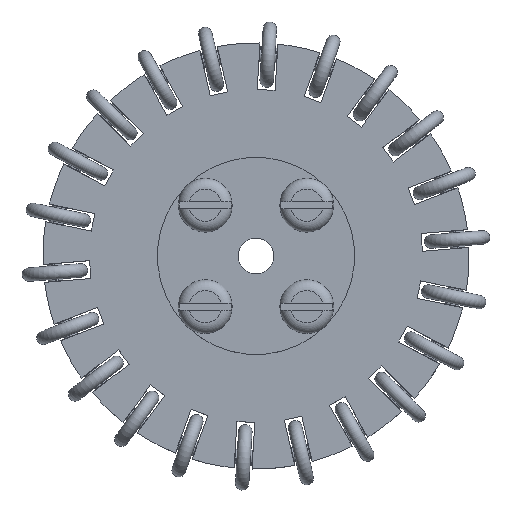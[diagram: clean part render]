
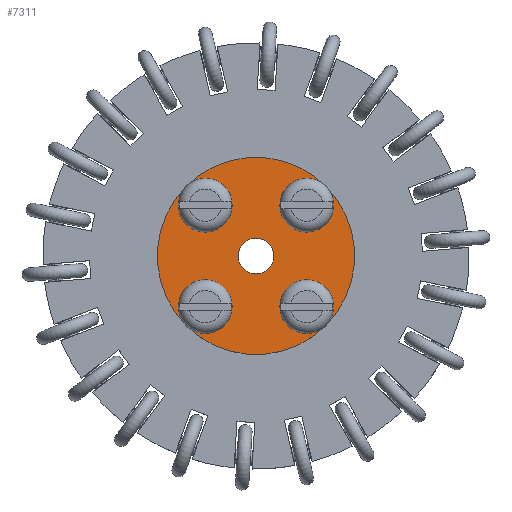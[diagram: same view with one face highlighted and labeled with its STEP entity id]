
A CAD part, top view. The second image highlights one B-rep face of the part: STEP entity #7311.
In plain terms, the highlighted face is planar.
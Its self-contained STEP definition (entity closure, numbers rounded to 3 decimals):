
#646=FACE_BOUND('',#1892,.T.);
#647=FACE_BOUND('',#1893,.T.);
#648=FACE_BOUND('',#1894,.T.);
#649=FACE_BOUND('',#1895,.T.);
#650=FACE_BOUND('',#1896,.T.);
#853=PLANE('',#8211);
#1493=FACE_OUTER_BOUND('',#1891,.T.);
#1891=EDGE_LOOP('',(#6752));
#1892=EDGE_LOOP('',(#6753));
#1893=EDGE_LOOP('',(#6754));
#1894=EDGE_LOOP('',(#6755));
#1895=EDGE_LOOP('',(#6756));
#1896=EDGE_LOOP('',(#6757));
#3116=CIRCLE('',#8200,2.);
#3117=CIRCLE('',#8202,1.5);
#3118=CIRCLE('',#8204,1.5);
#3119=CIRCLE('',#8206,1.5);
#3120=CIRCLE('',#8208,1.5);
#3121=CIRCLE('',#8210,11.);
#3781=VERTEX_POINT('',#23563);
#3782=VERTEX_POINT('',#23567);
#3783=VERTEX_POINT('',#23571);
#3784=VERTEX_POINT('',#23575);
#3785=VERTEX_POINT('',#23579);
#3786=VERTEX_POINT('',#23583);
#4772=EDGE_CURVE('',#3781,#3781,#3116,.T.);
#4774=EDGE_CURVE('',#3782,#3782,#3117,.T.);
#4776=EDGE_CURVE('',#3783,#3783,#3118,.T.);
#4778=EDGE_CURVE('',#3784,#3784,#3119,.T.);
#4780=EDGE_CURVE('',#3785,#3785,#3120,.T.);
#4783=EDGE_CURVE('',#3786,#3786,#3121,.T.);
#6752=ORIENTED_EDGE('',*,*,#4783,.F.);
#6753=ORIENTED_EDGE('',*,*,#4772,.F.);
#6754=ORIENTED_EDGE('',*,*,#4780,.F.);
#6755=ORIENTED_EDGE('',*,*,#4778,.F.);
#6756=ORIENTED_EDGE('',*,*,#4776,.F.);
#6757=ORIENTED_EDGE('',*,*,#4774,.F.);
#7311=ADVANCED_FACE('',(#1493,#646,#647,#648,#649,#650),#853,.F.);
#8200=AXIS2_PLACEMENT_3D('',#23564,#9948,#9949);
#8202=AXIS2_PLACEMENT_3D('',#23568,#9953,#9954);
#8204=AXIS2_PLACEMENT_3D('',#23572,#9958,#9959);
#8206=AXIS2_PLACEMENT_3D('',#23576,#9963,#9964);
#8208=AXIS2_PLACEMENT_3D('',#23580,#9968,#9969);
#8210=AXIS2_PLACEMENT_3D('',#23585,#9974,#9975);
#8211=AXIS2_PLACEMENT_3D('',#23586,#9976,#9977);
#9948=DIRECTION('center_axis',(0.,-1.,0.));
#9949=DIRECTION('ref_axis',(-1.,0.,0.));
#9953=DIRECTION('center_axis',(0.,-1.,0.));
#9954=DIRECTION('ref_axis',(-1.,0.,0.));
#9958=DIRECTION('center_axis',(0.,-1.,0.));
#9959=DIRECTION('ref_axis',(-1.,0.,0.));
#9963=DIRECTION('center_axis',(0.,-1.,0.));
#9964=DIRECTION('ref_axis',(-1.,0.,0.));
#9968=DIRECTION('center_axis',(0.,-1.,0.));
#9969=DIRECTION('ref_axis',(-1.,0.,0.));
#9974=DIRECTION('center_axis',(0.,1.,0.));
#9975=DIRECTION('ref_axis',(-1.,0.,0.));
#9976=DIRECTION('center_axis',(0.,1.,0.));
#9977=DIRECTION('ref_axis',(1.,0.,0.));
#23563=CARTESIAN_POINT('',(-2.,0.,0.));
#23564=CARTESIAN_POINT('Origin',(0.,0.,0.));
#23567=CARTESIAN_POINT('',(-9.5,0.,0.));
#23568=CARTESIAN_POINT('Origin',(-8.,0.,0.));
#23571=CARTESIAN_POINT('',(-1.5,0.,-8.));
#23572=CARTESIAN_POINT('Origin',(0.,0.,-8.));
#23575=CARTESIAN_POINT('',(6.5,0.,0.));
#23576=CARTESIAN_POINT('Origin',(8.,0.,0.));
#23579=CARTESIAN_POINT('',(-1.5,0.,8.));
#23580=CARTESIAN_POINT('Origin',(0.,0.,8.));
#23583=CARTESIAN_POINT('',(-11.,0.,0.));
#23585=CARTESIAN_POINT('Origin',(0.,0.,0.));
#23586=CARTESIAN_POINT('Origin',(0.,0.,0.));
